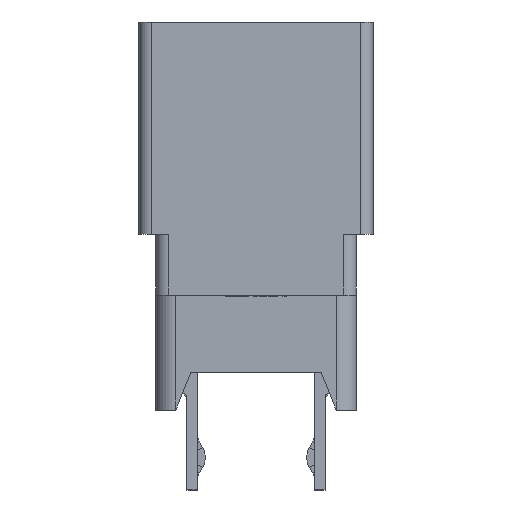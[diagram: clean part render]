
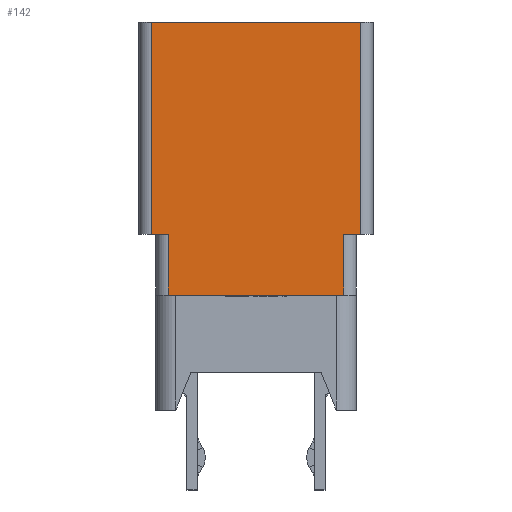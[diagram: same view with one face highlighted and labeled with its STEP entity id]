
A CAD part, left-side view. The second image highlights one B-rep face of the part: STEP entity #142.
In plain terms, the highlighted planar face has unit normal (-1, 0, 0).
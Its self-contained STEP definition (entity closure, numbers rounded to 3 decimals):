
#142=ADVANCED_FACE('',(#1029),#1030,.F.);
#1029=FACE_OUTER_BOUND('',#3003,.T.);
#1030=PLANE('',#3004);
#3003=EDGE_LOOP('',(#5726,#5727,#5728,#5729,#5730,#5731,#5732,#5733));
#3004=AXIS2_PLACEMENT_3D('',#5734,#5735,#5736);
#5726=ORIENTED_EDGE('',*,*,#12363,.T.);
#5727=ORIENTED_EDGE('',*,*,#12364,.T.);
#5728=ORIENTED_EDGE('',*,*,#12261,.F.);
#5729=ORIENTED_EDGE('',*,*,#12259,.F.);
#5730=ORIENTED_EDGE('',*,*,#12293,.F.);
#5731=ORIENTED_EDGE('',*,*,#12291,.F.);
#5732=ORIENTED_EDGE('',*,*,#12278,.F.);
#5733=ORIENTED_EDGE('',*,*,#12365,.T.);
#5734=CARTESIAN_POINT('',(-27.42,0.0,10.04));
#5735=DIRECTION('',(1.0,0.0,0.0));
#5736=DIRECTION('',(0.0,1.0,-0.0));
#12259=EDGE_CURVE('',#17244,#17246,#17247,.T.);
#12261=EDGE_CURVE('',#17246,#17249,#17250,.T.);
#12278=EDGE_CURVE('',#17277,#17279,#17280,.T.);
#12291=EDGE_CURVE('',#17279,#17301,#17302,.T.);
#12293=EDGE_CURVE('',#17301,#17244,#17304,.T.);
#12363=EDGE_CURVE('',#17434,#17435,#17436,.T.);
#12364=EDGE_CURVE('',#17435,#17249,#17437,.T.);
#12365=EDGE_CURVE('',#17277,#17434,#17438,.T.);
#17244=VERTEX_POINT('',#21327);
#17246=VERTEX_POINT('',#21329);
#17247=LINE('',#21330,#21331);
#17249=VERTEX_POINT('',#21333);
#17250=LINE('',#21334,#21335);
#17277=VERTEX_POINT('',#21373);
#17279=VERTEX_POINT('',#21375);
#17280=LINE('',#21376,#21377);
#17301=VERTEX_POINT('',#21408);
#17302=LINE('',#21409,#21410);
#17304=LINE('',#21412,#21413);
#17434=VERTEX_POINT('',#21608);
#17435=VERTEX_POINT('',#21609);
#17436=LINE('',#21610,#21611);
#17437=LINE('',#21612,#21613);
#17438=LINE('',#21614,#21615);
#21327=CARTESIAN_POINT('',(-27.42,3.5,4.59));
#21329=CARTESIAN_POINT('',(-27.42,3.5,7.01));
#21330=CARTESIAN_POINT('',(-27.42,3.5,4.59));
#21331=VECTOR('',#27001,2.42);
#21333=CARTESIAN_POINT('',(-27.42,4.175,7.01));
#21334=CARTESIAN_POINT('',(-27.42,3.5,7.01));
#21335=VECTOR('',#27005,0.675);
#21373=CARTESIAN_POINT('',(-27.42,-4.175,7.01));
#21375=CARTESIAN_POINT('',(-27.42,-3.5,7.01));
#21376=CARTESIAN_POINT('',(-27.42,-4.175,7.01));
#21377=VECTOR('',#27032,0.675);
#21408=CARTESIAN_POINT('',(-27.42,-3.5,4.59));
#21409=CARTESIAN_POINT('',(-27.42,-3.5,7.01));
#21410=VECTOR('',#27049,2.42);
#21412=CARTESIAN_POINT('',(-27.42,-3.5,4.59));
#21413=VECTOR('',#27053,7.0);
#21608=CARTESIAN_POINT('',(-27.42,-4.175,15.49));
#21609=CARTESIAN_POINT('',(-27.42,4.175,15.49));
#21610=CARTESIAN_POINT('',(-27.42,-4.175,15.49));
#21611=VECTOR('',#27131,8.35);
#21612=CARTESIAN_POINT('',(-27.42,4.175,15.49));
#21613=VECTOR('',#27132,8.48);
#21614=CARTESIAN_POINT('',(-27.42,-4.175,7.01));
#21615=VECTOR('',#27133,8.48);
#27001=DIRECTION('',(0.0,0.0,1.0));
#27005=DIRECTION('',(0.,1.0,0.0));
#27032=DIRECTION('',(0.0,1.0,0.0));
#27049=DIRECTION('',(0.0,0.0,-1.0));
#27053=DIRECTION('',(0.0,1.0,0.0));
#27131=DIRECTION('',(0.0,1.0,0.0));
#27132=DIRECTION('',(0.0,0.0,-1.0));
#27133=DIRECTION('',(0.0,0.0,1.0));
